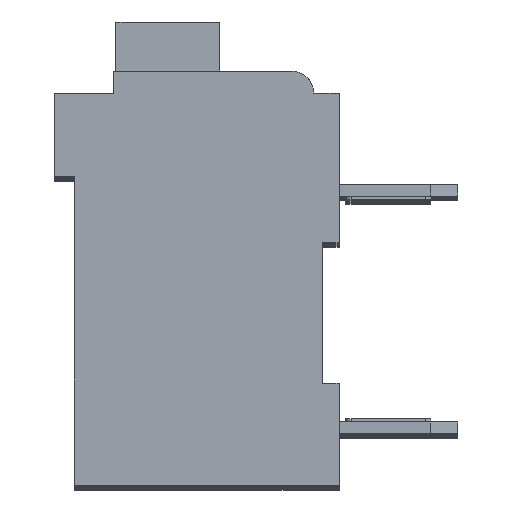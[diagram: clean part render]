
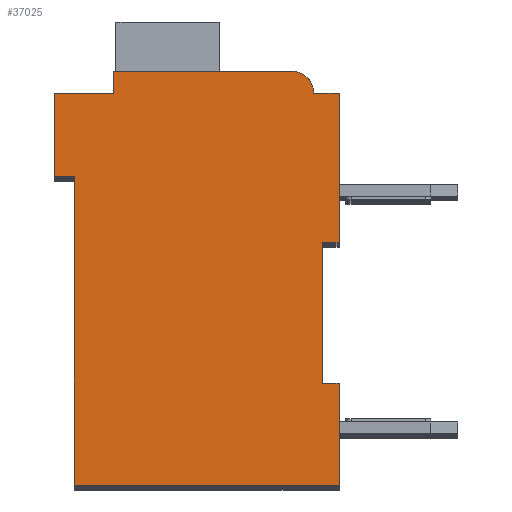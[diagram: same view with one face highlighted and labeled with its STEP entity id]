
A CAD part, top view. The second image highlights one B-rep face of the part: STEP entity #37025.
In plain terms, the highlighted planar face has unit normal (0, 0, 1).
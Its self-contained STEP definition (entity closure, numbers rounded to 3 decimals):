
#11182=DIRECTION('',(1.,0.,0.));
#11183=VECTOR('',#11182,0.5);
#11184=CARTESIAN_POINT('',(7.3,7.15,2.1));
#11185=LINE('',#11184,#11183);
#11186=DIRECTION('',(0.,1.,0.));
#11187=VECTOR('',#11186,4.15);
#11188=CARTESIAN_POINT('',(7.3,3.,2.1));
#11189=LINE('',#11188,#11187);
#11190=DIRECTION('',(-1.,0.,0.));
#11191=VECTOR('',#11190,0.5);
#11192=CARTESIAN_POINT('',(7.8,3.,2.1));
#11193=LINE('',#11192,#11191);
#11194=DIRECTION('',(0.,1.,0.));
#11195=VECTOR('',#11194,3.);
#11196=CARTESIAN_POINT('',(7.8,0.,2.1));
#11197=LINE('',#11196,#11195);
#11198=DIRECTION('',(1.,0.,0.));
#11199=VECTOR('',#11198,7.8);
#11200=CARTESIAN_POINT('',(0.,0.,2.1));
#11201=LINE('',#11200,#11199);
#11202=DIRECTION('',(0.,-1.,0.));
#11203=VECTOR('',#11202,9.1);
#11204=CARTESIAN_POINT('',(0.,9.1,2.1));
#11205=LINE('',#11204,#11203);
#11206=DIRECTION('',(1.,0.,0.));
#11207=VECTOR('',#11206,0.6);
#11208=CARTESIAN_POINT('',(-0.6,9.1,2.1));
#11209=LINE('',#11208,#11207);
#11210=DIRECTION('',(0.,-1.,0.));
#11211=VECTOR('',#11210,2.45);
#11212=CARTESIAN_POINT('',(-0.6,11.55,2.1));
#11213=LINE('',#11212,#11211);
#11214=DIRECTION('',(-1.,0.,0.));
#11215=VECTOR('',#11214,1.75);
#11216=CARTESIAN_POINT('',(1.15,11.55,2.1));
#11217=LINE('',#11216,#11215);
#11218=DIRECTION('',(0.,-1.,0.));
#11219=VECTOR('',#11218,0.65);
#11220=CARTESIAN_POINT('',(1.15,12.2,2.1));
#11221=LINE('',#11220,#11219);
#11222=DIRECTION('',(-1.,0.,0.));
#11223=VECTOR('',#11222,5.25);
#11224=CARTESIAN_POINT('',(6.4,12.2,2.1));
#11225=LINE('',#11224,#11223);
#11226=CARTESIAN_POINT('',(6.4,11.55,2.1));
#11227=DIRECTION('',(0.,0.,1.));
#11228=DIRECTION('',(1.,0.,0.));
#11229=AXIS2_PLACEMENT_3D('',#11226,#11227,#11228);
#11231=DIRECTION('',(-1.,0.,0.));
#11232=VECTOR('',#11231,0.75);
#11233=CARTESIAN_POINT('',(7.8,11.55,2.1));
#11234=LINE('',#11233,#11232);
#11235=DIRECTION('',(0.,1.,0.));
#11236=VECTOR('',#11235,4.4);
#11237=CARTESIAN_POINT('',(7.8,7.15,2.1));
#11238=LINE('',#11237,#11236);
#18377=CARTESIAN_POINT('',(7.3,7.15,2.1));
#18378=CARTESIAN_POINT('',(7.8,7.15,2.1));
#18379=VERTEX_POINT('',#18377);
#18380=VERTEX_POINT('',#18378);
#18381=CARTESIAN_POINT('',(7.8,11.55,2.1));
#18382=VERTEX_POINT('',#18381);
#18383=CARTESIAN_POINT('',(7.05,11.55,2.1));
#18384=VERTEX_POINT('',#18383);
#18385=CARTESIAN_POINT('',(6.4,12.2,2.1));
#18386=VERTEX_POINT('',#18385);
#18387=CARTESIAN_POINT('',(1.15,12.2,2.1));
#18388=VERTEX_POINT('',#18387);
#18389=CARTESIAN_POINT('',(1.15,11.55,2.1));
#18390=VERTEX_POINT('',#18389);
#18391=CARTESIAN_POINT('',(-0.6,11.55,2.1));
#18392=VERTEX_POINT('',#18391);
#18393=CARTESIAN_POINT('',(-0.6,9.1,2.1));
#18394=VERTEX_POINT('',#18393);
#18395=CARTESIAN_POINT('',(0.,9.1,2.1));
#18396=VERTEX_POINT('',#18395);
#18397=CARTESIAN_POINT('',(0.,0.,2.1));
#18398=VERTEX_POINT('',#18397);
#18399=CARTESIAN_POINT('',(7.8,0.,2.1));
#18400=VERTEX_POINT('',#18399);
#18401=CARTESIAN_POINT('',(7.8,3.,2.1));
#18402=VERTEX_POINT('',#18401);
#18403=CARTESIAN_POINT('',(7.3,3.,2.1));
#18404=VERTEX_POINT('',#18403);
#37004=CARTESIAN_POINT('',(0.,0.,2.1));
#37005=DIRECTION('',(0.,0.,1.));
#37006=DIRECTION('',(1.,0.,0.));
#37007=AXIS2_PLACEMENT_3D('',#37004,#37005,#37006);
#37008=PLANE('',#37007);
#37009=ORIENTED_EDGE('',*,*,#24198,.F.);
#37010=ORIENTED_EDGE('',*,*,#25046,.F.);
#37011=ORIENTED_EDGE('',*,*,#31828,.F.);
#37012=ORIENTED_EDGE('',*,*,#32303,.F.);
#37013=ORIENTED_EDGE('',*,*,#32854,.F.);
#37014=ORIENTED_EDGE('',*,*,#33583,.F.);
#37015=ORIENTED_EDGE('',*,*,#33876,.F.);
#37016=ORIENTED_EDGE('',*,*,#34155,.F.);
#37017=ORIENTED_EDGE('',*,*,#34577,.F.);
#37018=ORIENTED_EDGE('',*,*,#35384,.F.);
#37019=ORIENTED_EDGE('',*,*,#36020,.F.);
#37020=ORIENTED_EDGE('',*,*,#34628,.F.);
#37021=ORIENTED_EDGE('',*,*,#35165,.F.);
#37022=ORIENTED_EDGE('',*,*,#24941,.F.);
#37023=EDGE_LOOP('',(#37009,#37010,#37011,#37012,#37013,#37014,#37015,#37016,
#37017,#37018,#37019,#37020,#37021,#37022));
#37024=FACE_OUTER_BOUND('',#37023,.F.);
#11230=CIRCLE('',#11229,0.65);
#24198=EDGE_CURVE('',#18379,#18380,#11185,.T.);
#24941=EDGE_CURVE('',#18380,#18382,#11238,.T.);
#25046=EDGE_CURVE('',#18404,#18379,#11189,.T.);
#31828=EDGE_CURVE('',#18402,#18404,#11193,.T.);
#32303=EDGE_CURVE('',#18400,#18402,#11197,.T.);
#32854=EDGE_CURVE('',#18398,#18400,#11201,.T.);
#33583=EDGE_CURVE('',#18396,#18398,#11205,.T.);
#33876=EDGE_CURVE('',#18394,#18396,#11209,.T.);
#34155=EDGE_CURVE('',#18392,#18394,#11213,.T.);
#34577=EDGE_CURVE('',#18390,#18392,#11217,.T.);
#34628=EDGE_CURVE('',#18384,#18386,#11230,.T.);
#35165=EDGE_CURVE('',#18382,#18384,#11234,.T.);
#35384=EDGE_CURVE('',#18388,#18390,#11221,.T.);
#36020=EDGE_CURVE('',#18386,#18388,#11225,.T.);
#37025=ADVANCED_FACE('',(#37024),#37008,.T.);
